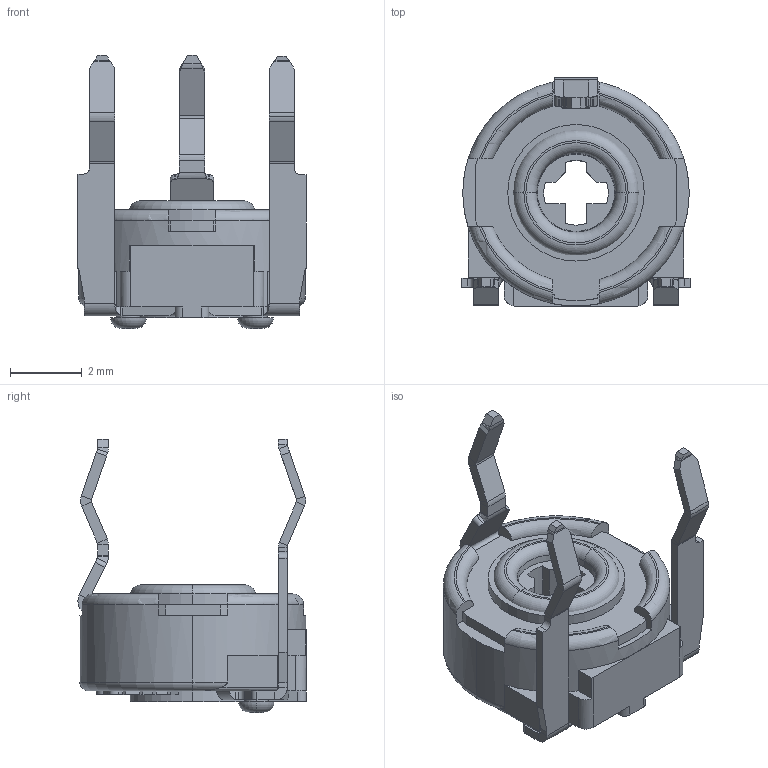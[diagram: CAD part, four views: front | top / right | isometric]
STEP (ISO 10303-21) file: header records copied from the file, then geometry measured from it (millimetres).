
FILE_DESCRIPTION (( 'STEP AP203' ), '1' );
FILE_NAME ('PT6KV CRIMPED.STEP', '2014-09-23T07:21:17', ( '' ), ( '' ), 'SwSTEP 2.0', 'SolidWorks 2014', '' );
FILE_SCHEMA (( 'CONFIG_CONTROL_DESIGN' ));
Length unit declared in the file: millimetre
Products named in the file (6): TERMINAL DERECHO_Predeterminada; PT6KV CRIMPED; CARCASA_Predeterminada; COLECTOR_Predeterminada; PORTACURSOR; TERMINAL IZQUIERDO_Predeterminada
Assembly tree (5 placements, depth 2):
  PT6KV CRIMPED
    CARCASA_Predeterminada
    COLECTOR_Predeterminada
    PORTACURSOR
    TERMINAL IZQUIERDO_Predeterminada
    TERMINAL DERECHO_Predeterminada
Bounding box: 6.35 x 6.35 x 7.6 mm (x, y, z)
Volume: 60.8 mm3; surface area: 354.2 mm2
Topology: 5 solids, 5 shells, 495 faces, 1275 edges, 808 vertices
Faces by surface type: plane 295, cylinder 123, bspline 48, torus 27, cone 2
Entity records: 17643 total; most frequent: CARTESIAN_POINT 5152, ORIENTED_EDGE 2550, DIRECTION 2335, EDGE_CURVE 1275, VECTOR 813, LINE 813, VERTEX_POINT 808, AXIS2_PLACEMENT_3D 761
